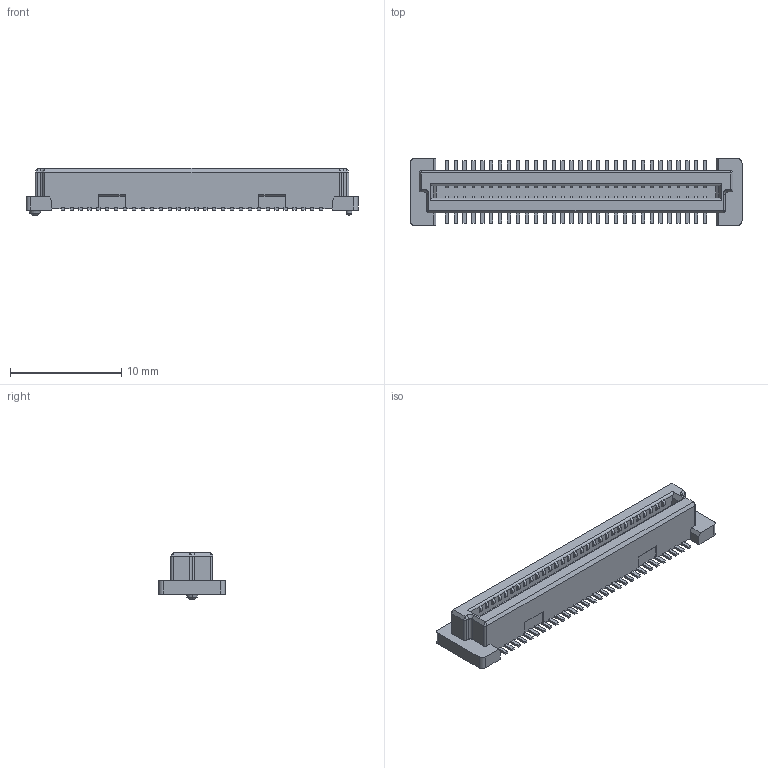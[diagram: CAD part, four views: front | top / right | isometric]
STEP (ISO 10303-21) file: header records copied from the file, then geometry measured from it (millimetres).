
FILE_DESCRIPTION((''),'2;1');
FILE_NAME('C-1-5177983-2','2015-08-13T',('workeradm'),('Tyco Electronics Ltd.'),'PRO/ENGINEER BY PARAMETRIC TECHNOLOGY CORPORATION, 2014090','PRO/ENGINEER BY PARAMETRIC TECHNOLOGY CORPORATION, 2014090','');
FILE_SCHEMA(('AUTOMOTIVE_DESIGN { 1 0 10303 214 1 1 1 1 }'));
Length unit declared in the file: millimetre
Products named in the file (1): C-1-5177983-2
Bounding box: 29.8 x 6 x 4.25 mm (x, y, z)
Volume: 334.2 mm3; surface area: 690.9 mm2
Topology: 1 solids, 1 shells, 751 faces, 2218 edges, 1466 vertices
Faces by surface type: plane 481, cylinder 254, cone 16
Entity records: 25294 total; most frequent: CARTESIAN_POINT 4493, ORIENTED_EDGE 4424, DIRECTION 4342, EDGE_CURVE 2212, VECTOR 1564, LINE 1564, VERTEX_POINT 1466, AXIS2_PLACEMENT_3D 1389
